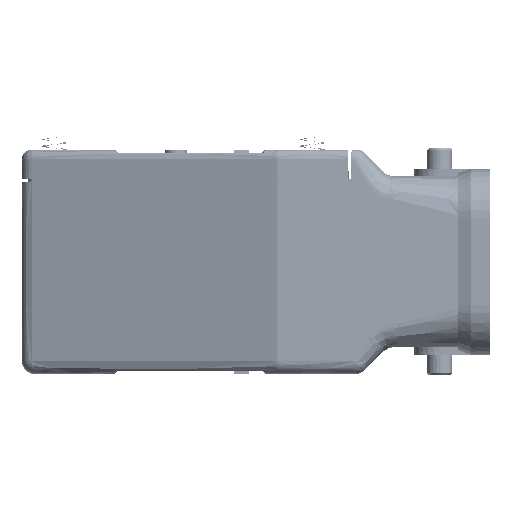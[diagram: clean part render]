
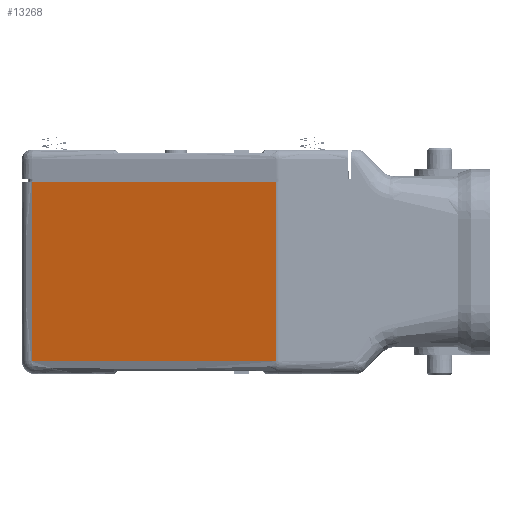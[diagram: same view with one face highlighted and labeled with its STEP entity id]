
A CAD part, left-side view. The second image highlights one B-rep face of the part: STEP entity #13268.
In plain terms, the highlighted planar face has unit normal (-0.966, 0.259, 0).
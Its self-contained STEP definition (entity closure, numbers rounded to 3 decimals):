
#13268=ADVANCED_FACE('',(#14983),#14051,.T.);
#14051=PLANE('',#47293);
#14983=FACE_OUTER_BOUND('',#16314,.T.);
#16314=EDGE_LOOP('',(#26938,#26939,#26940,#26941));
#26938=ORIENTED_EDGE('',*,*,#41332,.F.);
#26939=ORIENTED_EDGE('',*,*,#41333,.F.);
#26940=ORIENTED_EDGE('',*,*,#41334,.F.);
#26941=ORIENTED_EDGE('',*,*,#41335,.F.);
#34153=VERTEX_POINT('',#109748);
#34154=VERTEX_POINT('',#109749);
#34155=VERTEX_POINT('',#109751);
#34156=VERTEX_POINT('',#109753);
#41332=EDGE_CURVE('',#34153,#34154,#45212,.T.);
#41333=EDGE_CURVE('',#34155,#34153,#45213,.T.);
#41334=EDGE_CURVE('',#34156,#34155,#45214,.T.);
#41335=EDGE_CURVE('',#34154,#34156,#45215,.T.);
#45212=LINE('',#109747,#46642);
#45213=LINE('',#109750,#46643);
#45214=LINE('',#109752,#46644);
#45215=LINE('',#109754,#46645);
#46642=VECTOR('',#49354,1.);
#46643=VECTOR('',#49355,1.);
#46644=VECTOR('',#49356,1.);
#46645=VECTOR('',#49357,1.);
#47293=AXIS2_PLACEMENT_3D('',#109755,#49358,#49359);
#49354=DIRECTION('',(0.259,0.966,0.));
#49355=DIRECTION('',(0.,0.,-1.));
#49356=DIRECTION('',(-0.259,-0.966,0.));
#49357=DIRECTION('',(0.,0.,1.));
#49358=DIRECTION('',(-0.966,0.259,0.));
#49359=DIRECTION('',(-0.259,-0.966,0.));
#109747=CARTESIAN_POINT('',(-17.927,39.868,-15.5));
#109748=CARTESIAN_POINT('',(-23.032,20.818,-15.5));
#109749=CARTESIAN_POINT('',(-12.823,58.918,-15.5));
#109750=CARTESIAN_POINT('',(-23.032,20.818,-1.525));
#109751=CARTESIAN_POINT('',(-23.032,20.818,12.45));
#109752=CARTESIAN_POINT('',(-17.927,39.868,12.45));
#109753=CARTESIAN_POINT('',(-12.823,58.918,12.45));
#109754=CARTESIAN_POINT('',(-12.823,58.918,-1.525));
#109755=CARTESIAN_POINT('',(-12.619,59.68,-16.059));
